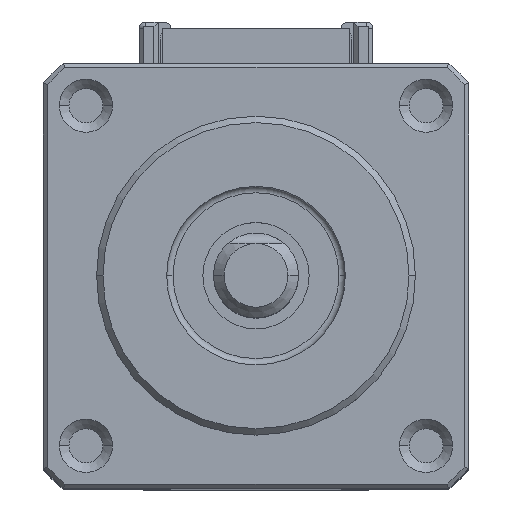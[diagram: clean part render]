
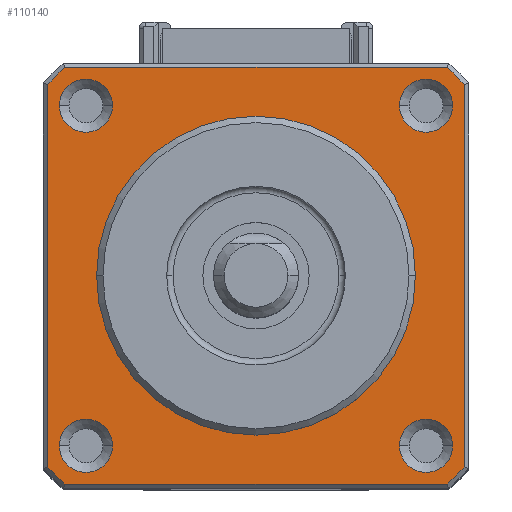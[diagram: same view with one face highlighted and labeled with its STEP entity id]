
A CAD part, top view. The second image highlights one B-rep face of the part: STEP entity #110140.
In plain terms, the highlighted planar face has unit normal (0, 0, 1).
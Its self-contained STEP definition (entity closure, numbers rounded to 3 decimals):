
#91170=CARTESIAN_POINT('',(-8.992,-9.8,0.));
#91180=VERTEX_POINT('',#91170);
#91210=CARTESIAN_POINT('',(0.,-9.8,0.));
#91220=DIRECTION('',(1.,0.,-0.));
#91230=VECTOR('',#91220,1.);
#91240=LINE('',#91210,#91230);
#91250=CARTESIAN_POINT('',(8.992,-9.8,0.));
#91260=VERTEX_POINT('',#91250);
#91270=EDGE_CURVE('',#91180,#91260,#91240,.T.);
#91560=CARTESIAN_POINT('',(0.,0.,0.
));
#91570=DIRECTION('',(-0.,-0.,1.));
#91580=DIRECTION('',(-1.,0.,-0.));
#91590=AXIS2_PLACEMENT_3D('',#91560,#91570,#91580);
#91600=CIRCLE('',#91590,13.3);
#91610=CARTESIAN_POINT('',(9.8,-8.992,0.));
#91620=VERTEX_POINT('',#91610);
#91630=EDGE_CURVE('',#91260,#91620,#91600,.T.);
#91980=CARTESIAN_POINT('',(9.8,0.,0.));
#91990=DIRECTION('',(0.,1.,-0.));
#92000=VECTOR('',#91990,1.);
#92010=LINE('',#91980,#92000);
#92020=CARTESIAN_POINT('',(9.8,8.992,0.));
#92030=VERTEX_POINT('',#92020);
#92040=EDGE_CURVE('',#91620,#92030,#92010,.T.);
#100150=CARTESIAN_POINT('',(-9.8,8.992,0.));
#100160=VERTEX_POINT('',#100150);
#100190=CARTESIAN_POINT('',(-9.8,0.,0.));
#100200=DIRECTION('',(0.,-1.,0.));
#100210=VECTOR('',#100200,1.);
#100220=LINE('',#100190,#100210);
#100230=CARTESIAN_POINT('',(-9.8,-8.992,
0.));
#100240=VERTEX_POINT('',#100230);
#100250=EDGE_CURVE('',#100160,#100240,#100220,.T.);
#100700=CARTESIAN_POINT('',(0.,0.,
0.));
#100710=DIRECTION('',(-0.,-0.,1.));
#100720=DIRECTION('',(-1.,0.,-0.));
#100730=AXIS2_PLACEMENT_3D('',#100700,#100710,#100720);
#100740=CIRCLE('',#100730,13.3);
#100750=EDGE_CURVE('',#100240,#91180,#100740,.T.);
#103250=CARTESIAN_POINT('',(0.,0.,0.
));
#103260=DIRECTION('',(-0.,-0.,1.));
#103270=DIRECTION('',(-1.,0.,-0.));
#103280=AXIS2_PLACEMENT_3D('',#103250,#103260,#103270);
#103290=CIRCLE('',#103280,13.3);
#103300=CARTESIAN_POINT('',(8.992,9.8,0.));
#103310=VERTEX_POINT('',#103300);
#103320=EDGE_CURVE('',#92030,#103310,#103290,.T.);
#103610=CARTESIAN_POINT('',(0.,9.8,-0.));
#103620=DIRECTION('',(-1.,0.,0.));
#103630=VECTOR('',#103620,1.);
#103640=LINE('',#103610,#103630);
#103650=CARTESIAN_POINT('',(-8.992,9.8,
0.));
#103660=VERTEX_POINT('',#103650);
#103670=EDGE_CURVE('',#103310,#103660,#103640,.T.);
#109180=CARTESIAN_POINT('',(-9.8,-9.8,0.));
#109190=DIRECTION('',(0.,0.,1.));
#109200=DIRECTION('',(1.,0.,-0.));
#109210=AXIS2_PLACEMENT_3D('',#109180,#109190,#109200);
#109220=PLANE('',#109210);
#109230=ORIENTED_EDGE('',*,*,#100750,.T.);
#109240=ORIENTED_EDGE('',*,*,#100250,.T.);
#109250=CARTESIAN_POINT('',(0.,0.,
0.));
#109260=DIRECTION('',(-0.,-0.,1.));
#109270=DIRECTION('',(-1.,0.,-0.));
#109280=AXIS2_PLACEMENT_3D('',#109250,#109260,#109270);
#109290=CIRCLE('',#109280,13.3);
#109300=EDGE_CURVE('',#103660,#100160,#109290,.T.);
#109310=ORIENTED_EDGE('',*,*,#109300,.T.);
#109320=ORIENTED_EDGE('',*,*,#103670,.T.);
#109330=ORIENTED_EDGE('',*,*,#103320,.T.);
#109340=ORIENTED_EDGE('',*,*,#92040,.T.);
#109350=ORIENTED_EDGE('',*,*,#91630,.T.);
#109360=ORIENTED_EDGE('',*,*,#91270,.T.);
#109370=EDGE_LOOP('',(#109360,#109350,#109340,#109330,#109320,#109310,
#109240,#109230));
#109380=FACE_OUTER_BOUND('',#109370,.T.);
#109390=CARTESIAN_POINT('',(8.,8.,0.));
#109400=DIRECTION('',(-0.,-0.,-1.));
#109410=DIRECTION('',(1.,0.,0.));
#109420=AXIS2_PLACEMENT_3D('',#109390,#109400,#109410);
#109430=CIRCLE('',#109420,1.25);
#109440=CARTESIAN_POINT('',(6.75,8.,0.));
#109450=VERTEX_POINT('',#109440);
#109460=CARTESIAN_POINT('',(9.25,8.,0.));
#109470=VERTEX_POINT('',#109460);
#109480=EDGE_CURVE('',#109450,#109470,#109430,.T.);
#109490=ORIENTED_EDGE('',*,*,#109480,.T.);
#109500=EDGE_CURVE('',#109470,#109450,#109430,.T.);
#109510=ORIENTED_EDGE('',*,*,#109500,.T.);
#109520=EDGE_LOOP('',(#109510,#109490));
#109530=FACE_BOUND('',#109520,.T.);
#109540=CARTESIAN_POINT('',(-8.,8.,0.));
#109550=DIRECTION('',(-0.,-0.,-1.));
#109560=DIRECTION('',(1.,0.,0.));
#109570=AXIS2_PLACEMENT_3D('',#109540,#109550,#109560);
#109580=CIRCLE('',#109570,1.25);
#109590=CARTESIAN_POINT('',(-9.25,8.,0.));
#109600=VERTEX_POINT('',#109590);
#109610=CARTESIAN_POINT('',(-6.75,8.,0.));
#109620=VERTEX_POINT('',#109610);
#109630=EDGE_CURVE('',#109600,#109620,#109580,.T.);
#109640=ORIENTED_EDGE('',*,*,#109630,.T.);
#109650=EDGE_CURVE('',#109620,#109600,#109580,.T.);
#109660=ORIENTED_EDGE('',*,*,#109650,.T.);
#109670=EDGE_LOOP('',(#109660,#109640));
#109680=FACE_BOUND('',#109670,.T.);
#109690=CARTESIAN_POINT('',(8.,-8.,0.));
#109700=DIRECTION('',(-0.,-0.,-1.));
#109710=DIRECTION('',(1.,0.,0.));
#109720=AXIS2_PLACEMENT_3D('',#109690,#109700,#109710);
#109730=CIRCLE('',#109720,1.25);
#109740=CARTESIAN_POINT('',(9.25,-8.,0.));
#109750=VERTEX_POINT('',#109740);
#109760=CARTESIAN_POINT('',(6.75,-8.,0.
));
#109770=VERTEX_POINT('',#109760);
#109780=EDGE_CURVE('',#109750,#109770,#109730,.T.);
#109790=ORIENTED_EDGE('',*,*,#109780,.T.);
#109800=EDGE_CURVE('',#109770,#109750,#109730,.T.);
#109810=ORIENTED_EDGE('',*,*,#109800,.T.);
#109820=EDGE_LOOP('',(#109810,#109790));
#109830=FACE_BOUND('',#109820,.T.);
#109840=CARTESIAN_POINT('',(-8.,-8.,0.));
#109850=DIRECTION('',(-0.,-0.,-1.));
#109860=DIRECTION('',(1.,0.,0.));
#109870=AXIS2_PLACEMENT_3D('',#109840,#109850,#109860);
#109880=CIRCLE('',#109870,1.25);
#109890=CARTESIAN_POINT('',(-6.75,-8.,0.));
#109900=VERTEX_POINT('',#109890);
#109910=CARTESIAN_POINT('',(-9.25,-8.,0.));
#109920=VERTEX_POINT('',#109910);
#109930=EDGE_CURVE('',#109900,#109920,#109880,.T.);
#109940=ORIENTED_EDGE('',*,*,#109930,.T.);
#109950=EDGE_CURVE('',#109920,#109900,#109880,.T.);
#109960=ORIENTED_EDGE('',*,*,#109950,.T.);
#109970=EDGE_LOOP('',(#109960,#109940));
#109980=FACE_BOUND('',#109970,.T.);
#109990=CARTESIAN_POINT('',(0.,0.,0.
));
#110000=DIRECTION('',(0.,0.,1.));
#110010=DIRECTION('',(1.,0.,0.));
#110020=AXIS2_PLACEMENT_3D('',#109990,#110000,#110010);
#110030=CIRCLE('',#110020,7.5);
#110040=CARTESIAN_POINT('',(-7.5,0.,
0.));
#110050=VERTEX_POINT('',#110040);
#110060=CARTESIAN_POINT('',(7.5,0.,0.));
#110070=VERTEX_POINT('',#110060);
#110080=EDGE_CURVE('',#110050,#110070,#110030,.T.);
#110090=ORIENTED_EDGE('',*,*,#110080,.F.);
#110100=EDGE_CURVE('',#110070,#110050,#110030,.T.);
#110110=ORIENTED_EDGE('',*,*,#110100,.F.);
#110120=EDGE_LOOP('',(#110110,#110090));
#110130=FACE_BOUND('',#110120,.T.);
#110140=ADVANCED_FACE('',(#109380,#109530,#109680,#109830,#109980,
#110130),#109220,.T.);
